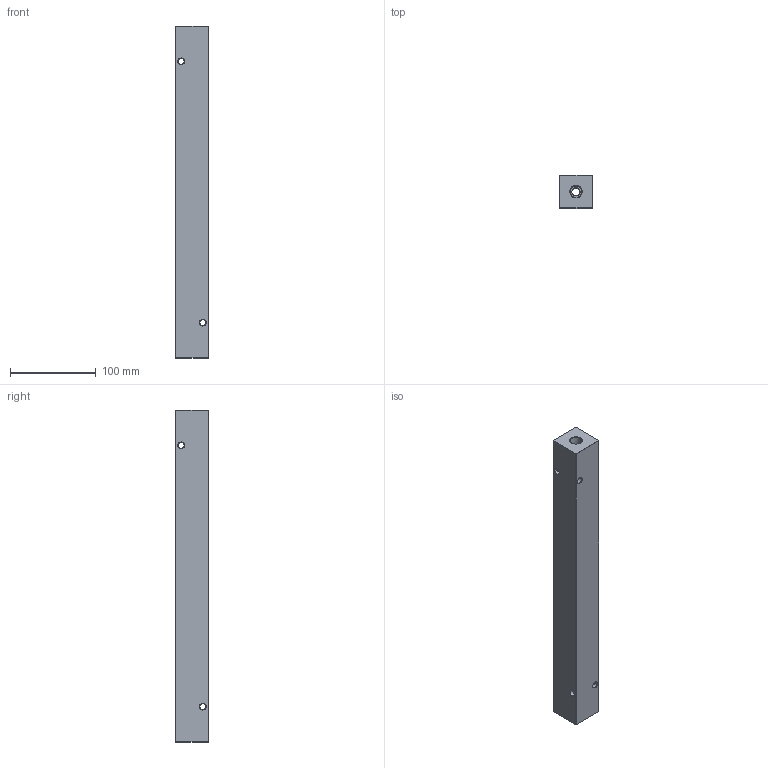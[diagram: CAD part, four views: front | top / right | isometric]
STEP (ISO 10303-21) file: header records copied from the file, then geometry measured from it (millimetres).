
FILE_DESCRIPTION (( 'STEP AP203' ), '1' );
FILE_NAME ('HM-10-90-P-4-2.STEP', '2020-10-29T18:02:45', ( '' ), ( '' ), 'SwSTEP 2.0', 'SolidWorks 2019', '' );
FILE_SCHEMA (( 'CONFIG_CONTROL_DESIGN' ));
Length unit declared in the file: inch
Products named in the file (1): HM-10-90-P-4-2
Bounding box: 38.1 x 38.1 x 387.35 mm (x, y, z)
Volume: 507786.4 mm3; surface area: 82338.9 mm2
Topology: 1 solids, 1 shells, 575 faces, 1508 edges, 980 vertices
Faces by surface type: plane 270, bspline 183, cone 64, cylinder 58
Entity records: 27971 total; most frequent: CARTESIAN_POINT 14945, ORIENTED_EDGE 3016, DIRECTION 2010, EDGE_CURVE 1508, VERTEX_POINT 980, VECTOR 888, LINE 888, EDGE_LOOP 674
